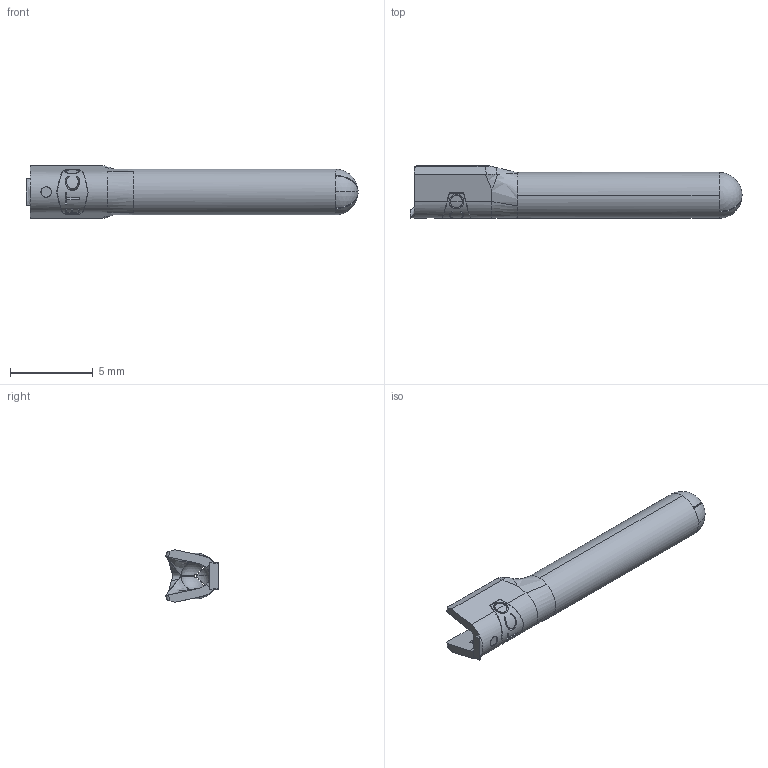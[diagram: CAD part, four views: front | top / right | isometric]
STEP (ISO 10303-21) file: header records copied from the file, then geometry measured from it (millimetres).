
FILE_DESCRIPTION (( 'STEP AP203' ), '1' );
FILE_NAME ('09180.STEP', '2015-01-30T19:45:31', ( '' ), ( '' ), 'SwSTEP 2.0', 'SolidWorks 2014', '' );
FILE_SCHEMA (( 'CONFIG_CONTROL_DESIGN' ));
Length unit declared in the file: inch
Products named in the file (1): 09180
Bounding box: 20.06 x 3.17 x 3.17 mm (x, y, z)
Volume: 68.4 mm3; surface area: 308.8 mm2
Topology: 1 solids, 1 shells, 216 faces, 578 edges, 361 vertices
Faces by surface type: plane 113, bspline 54, cylinder 26, cone 14, sphere 9
Entity records: 8626 total; most frequent: CARTESIAN_POINT 3707, ORIENTED_EDGE 1134, DIRECTION 822, EDGE_CURVE 567, VERTEX_POINT 357, VECTOR 318, LINE 318, AXIS2_PLACEMENT_3D 252
